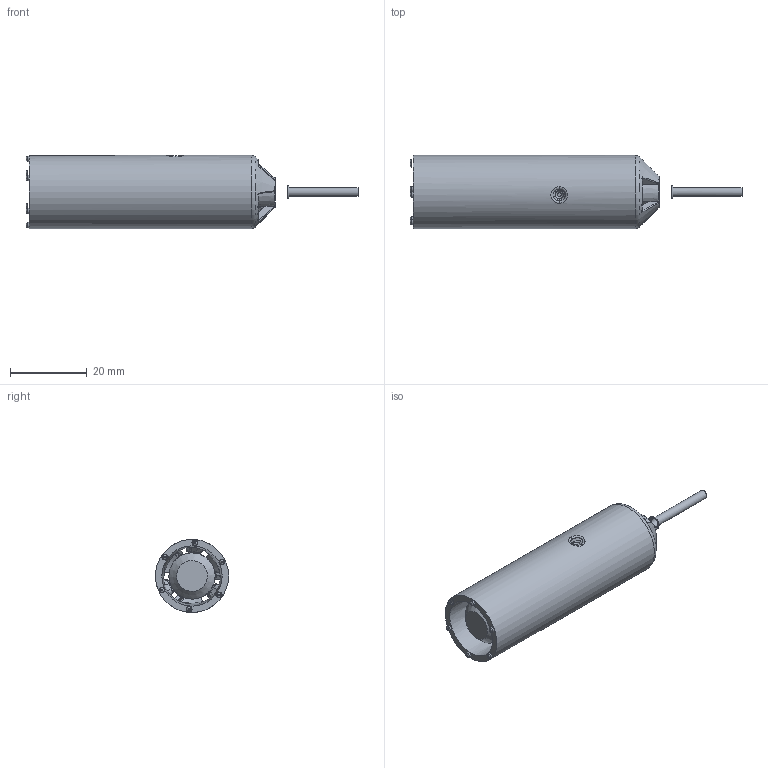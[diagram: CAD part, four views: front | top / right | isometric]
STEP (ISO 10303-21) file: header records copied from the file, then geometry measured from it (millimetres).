
FILE_DESCRIPTION(/* description */ (''),/* implementation_level */ '2;1');
FILE_NAME(/* name */ 'VH3_WithCover.stp',/* time_stamp */ '2019-11-12T11:49:26+01:00',/* author */ ('tvb'),/* organization */ (''),/* preprocessor_version */ 'ST-DEVELOPER v18',/* originating_system */ 'Autodesk Inventor 2020',/* authorisation */ '');
FILE_SCHEMA (('AUTOMOTIVE_DESIGN { 1 0 10303 214 3 1 1 }'));
Products named in the file (1): VH3_WithCover
Bounding box: 86.3 x 19 x 19 mm (x, y, z)
Volume: 12543.2 mm3; surface area: 9772.1 mm2
Topology: 1 solids, 2 shells, 418 faces, 1128 edges, 696 vertices
Faces by surface type: bspline 197, torus 68, cone 63, plane 58, cylinder 32
Full cylindrical faces by diameter (mm): 1.5 x1, 2.3 x2, 4 x1, 11.5 x1, 12 x2, 19 x1
Entity records: 50839 total; most frequent: CARTESIAN_POINT 41104, ORIENTED_EDGE 2254, DIRECTION 1634, EDGE_CURVE 1127, AXIS2_PLACEMENT_3D 778, VERTEX_POINT 696, CIRCLE 463, B_SPLINE_CURVE_WITH_KNOTS 441
